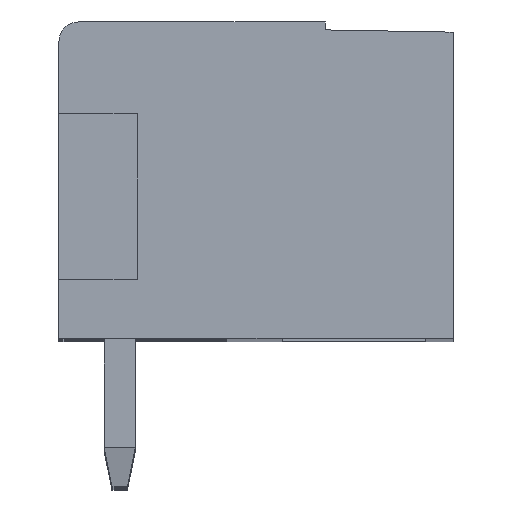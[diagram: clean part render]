
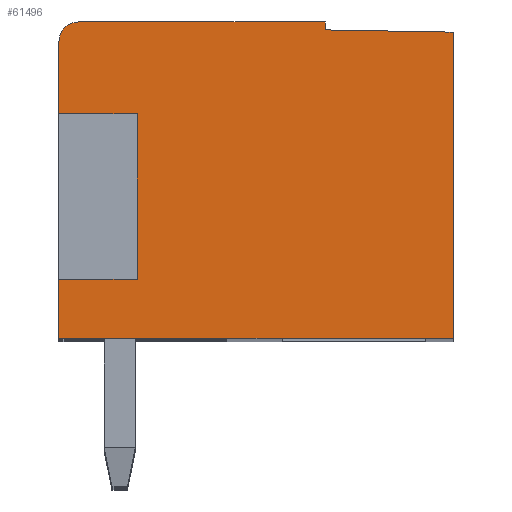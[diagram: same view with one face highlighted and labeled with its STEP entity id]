
A CAD part, top view. The second image highlights one B-rep face of the part: STEP entity #61496.
In plain terms, the highlighted planar face has unit normal (0, 0, 1).
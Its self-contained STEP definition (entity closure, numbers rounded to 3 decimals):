
#537=DIRECTION('',(-1.,0.,0.));
#538=VECTOR('',#537,6.326);
#539=CARTESIAN_POINT('',(-13.889,8.199,168.212));
#540=LINE('',#539,#538);
#22104=DIRECTION('',(0.,-1.,0.));
#22105=VECTOR('',#22104,7.84);
#22106=CARTESIAN_POINT('',(-10.615,7.94,
168.212));
#22107=LINE('',#22106,#22105);
#22108=DIRECTION('',(-1.,0.,0.));
#22109=VECTOR('',#22108,10.1);
#22110=CARTESIAN_POINT('',(-10.615,0.099,
168.212));
#22111=LINE('',#22110,#22109);
#22112=DIRECTION('',(0.,1.,0.));
#22113=VECTOR('',#22112,1.5);
#22114=CARTESIAN_POINT('',(-20.715,0.099,
168.212));
#22115=LINE('',#22114,#22113);
#22116=DIRECTION('',(1.,0.,0.));
#22117=VECTOR('',#22116,2.);
#22118=CARTESIAN_POINT('',(-20.715,1.599,
168.212));
#22119=LINE('',#22118,#22117);
#22120=DIRECTION('',(0.,1.,0.));
#22121=VECTOR('',#22120,1.85);
#22122=CARTESIAN_POINT('',(-20.715,5.849,
168.212));
#22123=LINE('',#22122,#22121);
#22124=CARTESIAN_POINT('',(-20.215,7.699,
168.212));
#22125=DIRECTION('',(0.,0.,-1.));
#22126=DIRECTION('',(-1.,0.,0.));
#22127=AXIS2_PLACEMENT_3D('',#22124,#22125,#22126);
#22129=DIRECTION('',(0.,-1.,0.));
#22130=VECTOR('',#22129,0.202);
#22131=CARTESIAN_POINT('',(-13.889,8.199,
168.212));
#22132=LINE('',#22131,#22130);
#22133=DIRECTION('',(1.,-0.017,0.));
#22134=VECTOR('',#22133,3.274);
#22135=CARTESIAN_POINT('',(-13.889,7.997,
168.212));
#22136=LINE('',#22135,#22134);
#22165=DIRECTION('',(1.,0.,0.));
#22166=VECTOR('',#22165,2.);
#22167=CARTESIAN_POINT('',(-20.715,5.849,
168.212));
#22168=LINE('',#22167,#22166);
#22173=DIRECTION('',(0.,-1.,0.));
#22174=VECTOR('',#22173,4.25);
#22175=CARTESIAN_POINT('',(-18.715,5.849,
168.212));
#22176=LINE('',#22175,#22174);
#22177=CARTESIAN_POINT('',(-10.615,7.94,
168.212));
#22178=CARTESIAN_POINT('',(-10.615,0.099,
168.212));
#22179=VERTEX_POINT('',#22177);
#22180=VERTEX_POINT('',#22178);
#22413=CARTESIAN_POINT('',(-20.715,5.849,
168.212));
#22414=CARTESIAN_POINT('',(-20.715,7.699,
168.212));
#22415=VERTEX_POINT('',#22413);
#22416=VERTEX_POINT('',#22414);
#22421=CARTESIAN_POINT('',(-20.715,1.599,
168.212));
#22422=VERTEX_POINT('',#22421);
#22423=CARTESIAN_POINT('',(-20.715,0.099,
168.212));
#22424=VERTEX_POINT('',#22423);
#22453=CARTESIAN_POINT('',(-20.215,8.199,
168.212));
#22454=VERTEX_POINT('',#22453);
#22455=CARTESIAN_POINT('',(-13.889,8.199,
168.212));
#22456=VERTEX_POINT('',#22455);
#22457=CARTESIAN_POINT('',(-13.889,7.997,
168.212));
#22458=VERTEX_POINT('',#22457);
#22459=CARTESIAN_POINT('',(-18.715,1.599,
168.212));
#22460=VERTEX_POINT('',#22459);
#22461=CARTESIAN_POINT('',(-18.715,5.849,
168.212));
#22462=VERTEX_POINT('',#22461);
#61475=CARTESIAN_POINT('',(-10.615,0.099,
168.212));
#61476=DIRECTION('',(0.,0.,-1.));
#61477=DIRECTION('',(0.,1.,0.));
#61478=AXIS2_PLACEMENT_3D('',#61475,#61476,#61477);
#61479=PLANE('',#61478);
#61480=ORIENTED_EDGE('',*,*,#29009,.T.);
#61481=ORIENTED_EDGE('',*,*,#31664,.T.);
#61482=ORIENTED_EDGE('',*,*,#29574,.T.);
#61484=ORIENTED_EDGE('',*,*,#61483,.T.);
#61486=ORIENTED_EDGE('',*,*,#61485,.F.);
#61488=ORIENTED_EDGE('',*,*,#61487,.F.);
#61489=ORIENTED_EDGE('',*,*,#29566,.T.);
#61490=ORIENTED_EDGE('',*,*,#29531,.T.);
#61491=ORIENTED_EDGE('',*,*,#29516,.F.);
#61492=ORIENTED_EDGE('',*,*,#29501,.T.);
#61493=ORIENTED_EDGE('',*,*,#29486,.T.);
#61494=EDGE_LOOP('',(#61480,#61481,#61482,#61484,#61486,#61488,#61489,#61490,
#61491,#61492,#61493));
#61495=FACE_OUTER_BOUND('',#61494,.F.);
#22128=CIRCLE('',#22127,0.5);
#29009=EDGE_CURVE('',#22179,#22180,#22107,.T.);
#29486=EDGE_CURVE('',#22458,#22179,#22136,.T.);
#29501=EDGE_CURVE('',#22456,#22458,#22132,.T.);
#29516=EDGE_CURVE('',#22456,#22454,#540,.T.);
#29531=EDGE_CURVE('',#22416,#22454,#22128,.T.);
#29566=EDGE_CURVE('',#22415,#22416,#22123,.T.);
#29574=EDGE_CURVE('',#22424,#22422,#22115,.T.);
#31664=EDGE_CURVE('',#22180,#22424,#22111,.T.);
#61483=EDGE_CURVE('',#22422,#22460,#22119,.T.);
#61485=EDGE_CURVE('',#22462,#22460,#22176,.T.);
#61487=EDGE_CURVE('',#22415,#22462,#22168,.T.);
#61496=ADVANCED_FACE('',(#61495),#61479,.F.);
